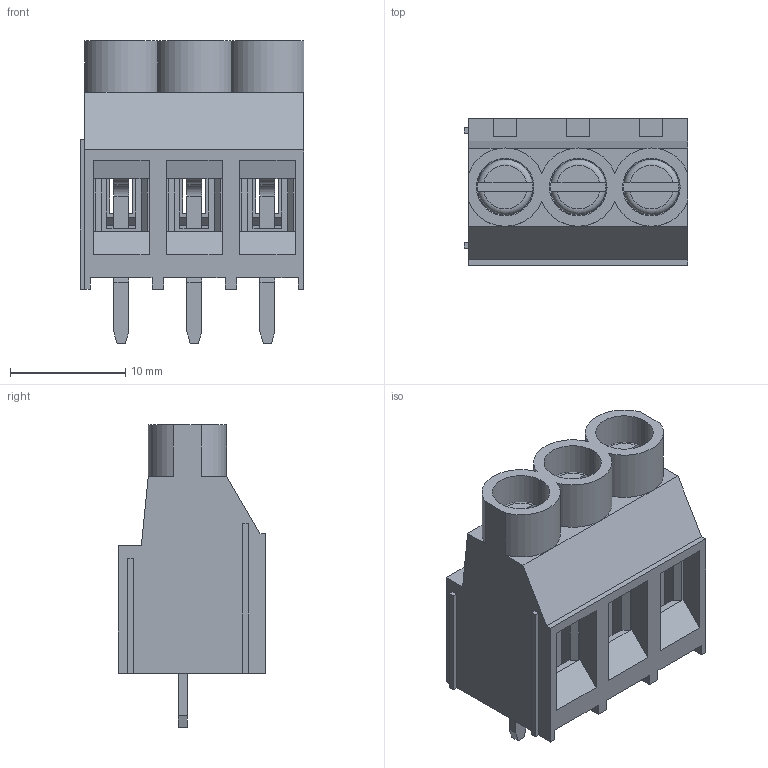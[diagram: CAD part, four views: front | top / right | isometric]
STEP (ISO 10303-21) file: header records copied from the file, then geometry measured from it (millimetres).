
FILE_DESCRIPTION (( 'STEP AP214' ), '1' );
FILE_NAME ('CONN-TH_3P-P6.35_KF635-6.35-3P.step', '2022-07-29T16:56:41', ( '' ), ( '' ), 'SwSTEP 2.0', 'SolidWorks 2020', '' );
FILE_SCHEMA (( 'AUTOMOTIVE_DESIGN' ));
Length unit declared in the file: millimetre
Products named in the file (1): CONN-TH_3P-P6.35_KF635-6.35-3P
Bounding box: 19.45 x 12.8 x 26.3 mm (x, y, z)
Volume: 2120.3 mm3; surface area: 4615.9 mm2
Topology: 14 solids, 14 shells, 901 faces, 2526 edges, 1668 vertices
Faces by surface type: plane 590, bspline 242, cylinder 57, torus 6, cone 6
Entity records: 43880 total; most frequent: CARTESIAN_POINT 13422, ORIENTED_EDGE 5052, DIRECTION 3484, EDGE_CURVE 2526, LINE 1888, VECTOR 1888, VERTEX_POINT 1668, EDGE_LOOP 958
